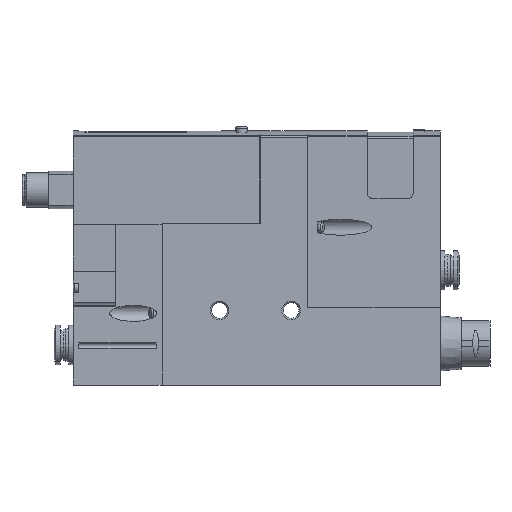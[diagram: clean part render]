
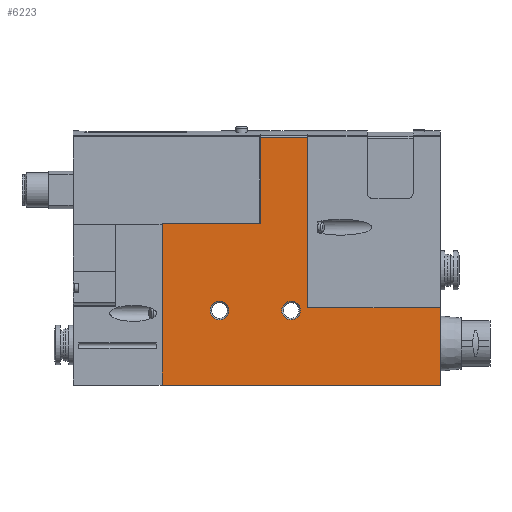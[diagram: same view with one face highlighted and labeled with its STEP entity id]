
A CAD part, top view. The second image highlights one B-rep face of the part: STEP entity #6223.
In plain terms, the highlighted planar face has unit normal (0, 0, 1).
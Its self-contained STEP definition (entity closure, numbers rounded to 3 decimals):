
#306=CIRCLE('',#6632,3.25);
#307=CIRCLE('',#6633,3.25);
#932=ORIENTED_EDGE('',*,*,#1889,.T.);
#933=ORIENTED_EDGE('',*,*,#1890,.T.);
#934=ORIENTED_EDGE('',*,*,#1885,.T.);
#935=ORIENTED_EDGE('',*,*,#1863,.T.);
#936=ORIENTED_EDGE('',*,*,#1672,.T.);
#937=ORIENTED_EDGE('',*,*,#1791,.T.);
#938=ORIENTED_EDGE('',*,*,#1871,.T.);
#939=ORIENTED_EDGE('',*,*,#1880,.T.);
#940=ORIENTED_EDGE('',*,*,#1882,.T.);
#941=ORIENTED_EDGE('',*,*,#1891,.T.);
#1672=EDGE_CURVE('',#2232,#2231,#2627,.T.);
#1791=EDGE_CURVE('',#2231,#2330,#2723,.T.);
#1863=EDGE_CURVE('',#2373,#2232,#2767,.T.);
#1871=EDGE_CURVE('',#2330,#2377,#2772,.T.);
#1880=EDGE_CURVE('',#2377,#2383,#2780,.T.);
#1882=EDGE_CURVE('',#2383,#2384,#2781,.T.);
#1885=EDGE_CURVE('',#2386,#2373,#2783,.T.);
#1889=EDGE_CURVE('',#2388,#2388,#306,.T.);
#1890=EDGE_CURVE('',#2389,#2389,#307,.T.);
#1891=EDGE_CURVE('',#2384,#2386,#2785,.T.);
#2231=VERTEX_POINT('',#8605);
#2232=VERTEX_POINT('',#8607);
#2330=VERTEX_POINT('',#8838);
#2373=VERTEX_POINT('',#9013);
#2377=VERTEX_POINT('',#9025);
#2383=VERTEX_POINT('',#9041);
#2384=VERTEX_POINT('',#9045);
#2386=VERTEX_POINT('',#9052);
#2388=VERTEX_POINT('',#9059);
#2389=VERTEX_POINT('',#9061);
#2627=LINE('',#8606,#2921);
#2723=LINE('',#8839,#3017);
#2767=LINE('',#9012,#3061);
#2772=LINE('',#9026,#3066);
#2780=LINE('',#9042,#3074);
#2781=LINE('',#9046,#3075);
#2783=LINE('',#9051,#3077);
#2785=LINE('',#9062,#3079);
#2921=VECTOR('',#7136,1000.);
#3017=VECTOR('',#7308,1000.);
#3061=VECTOR('',#7526,1000.);
#3066=VECTOR('',#7539,1000.);
#3074=VECTOR('',#7551,1000.);
#3075=VECTOR('',#7556,1000.);
#3077=VECTOR('',#7562,1000.);
#3079=VECTOR('',#7574,1000.);
#3317=EDGE_LOOP('',(#932));
#3318=EDGE_LOOP('',(#933));
#3319=EDGE_LOOP('',(#934,#935,#936,#937,#938,#939,#940,#941));
#3783=FACE_BOUND('',#3317,.T.);
#3784=FACE_BOUND('',#3318,.T.);
#3785=FACE_BOUND('',#3319,.T.);
#4169=PLANE('',#6631);
#6223=ADVANCED_FACE('',(#3783,#3784,#3785),#4169,.T.);
#6631=AXIS2_PLACEMENT_3D('',#9057,#7568,#7569);
#6632=AXIS2_PLACEMENT_3D('',#9058,#7570,#7571);
#6633=AXIS2_PLACEMENT_3D('',#9060,#7572,#7573);
#7136=DIRECTION('',(0.,-1.,0.));
#7308=DIRECTION('',(1.,0.,0.));
#7526=DIRECTION('',(-1.,0.,0.));
#7539=DIRECTION('',(0.,1.,0.));
#7551=DIRECTION('',(-1.,0.,0.));
#7556=DIRECTION('',(0.,1.,0.));
#7562=DIRECTION('',(0.,-1.,0.));
#7568=DIRECTION('',(0.,0.,1.));
#7569=DIRECTION('',(1.,0.,0.));
#7570=DIRECTION('',(0.,0.,-1.));
#7571=DIRECTION('',(-1.,0.,0.));
#7572=DIRECTION('',(0.,0.,-1.));
#7573=DIRECTION('',(-1.,0.,0.));
#7574=DIRECTION('',(-1.,0.,0.));
#8605=CARTESIAN_POINT('',(31.,0.,10.25));
#8606=CARTESIAN_POINT('',(31.,56.4,10.25));
#8607=CARTESIAN_POINT('',(31.,56.4,10.25));
#8838=CARTESIAN_POINT('',(128.,0.,10.25));
#8839=CARTESIAN_POINT('',(31.,0.,10.25));
#9012=CARTESIAN_POINT('',(65.3,56.4,10.25));
#9013=CARTESIAN_POINT('',(65.3,56.4,10.25));
#9025=CARTESIAN_POINT('',(128.,27.,10.25));
#9026=CARTESIAN_POINT('',(128.,0.,10.25));
#9041=CARTESIAN_POINT('',(81.749,27.,10.25));
#9042=CARTESIAN_POINT('',(128.,27.,10.25));
#9045=CARTESIAN_POINT('',(81.749,86.442,10.25));
#9046=CARTESIAN_POINT('',(81.749,27.,10.25));
#9051=CARTESIAN_POINT('',(65.3,90.,10.25));
#9052=CARTESIAN_POINT('',(65.3,86.442,10.25));
#9057=CARTESIAN_POINT('',(0.,0.,10.25));
#9058=CARTESIAN_POINT('',(76.,26.,10.25));
#9059=CARTESIAN_POINT('',(72.75,26.,10.25));
#9060=CARTESIAN_POINT('',(51.,26.,10.25));
#9061=CARTESIAN_POINT('',(47.75,26.,10.25));
#9062=CARTESIAN_POINT('',(81.75,86.442,10.25));
